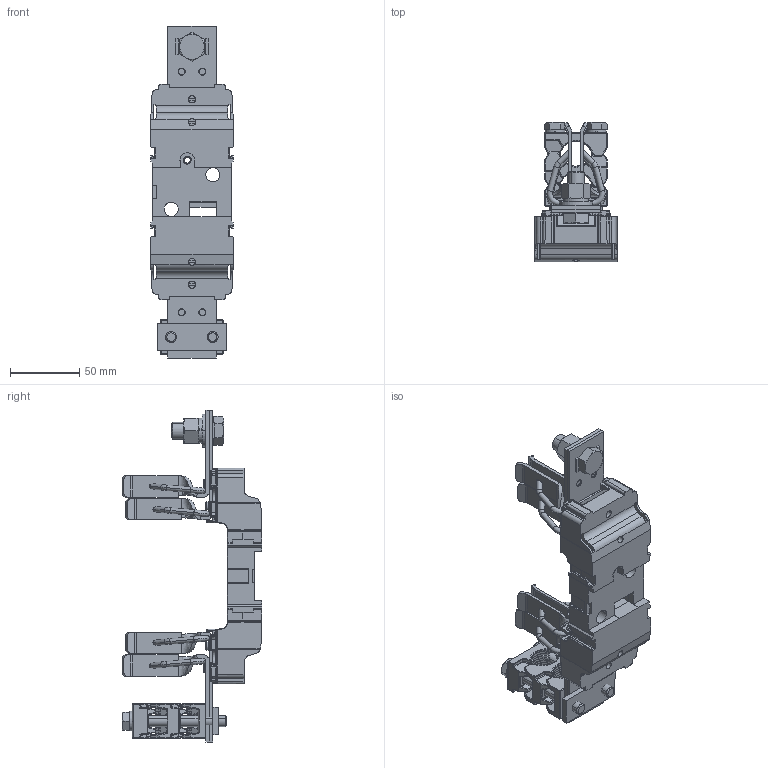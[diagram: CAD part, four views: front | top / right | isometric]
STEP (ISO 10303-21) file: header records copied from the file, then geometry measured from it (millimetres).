
FILE_DESCRIPTION((''),'2;1');
FILE_NAME('004121600_PT3_M12-M12_1P_ASM','2023-10-25T13:14:29',('klemen.sitar'),('Audax d.o.o.'),'CREO PARAMETRIC BY PTC INC, 2021304','CREO PARAMETRIC BY PTC INC, 2021304','');
FILE_SCHEMA(('AP242_MANAGED_MODEL_BASED_3D_ENGINEERING_MIM_LF { 1 0 10303 442 1 1 4 }'));
Products named in the file (20): ASM0024_ASM_1_1_ASM_1_1_1; 0000047317_1_1_2_3_1_1_1; 0000038459_1_1_1_1; 0000038462_1_1_1_1; 0000038678_1_1_1_1; BASE_ASM; ETI_LOGO_13_2X7_71MM; 0000033927_1_1_1_1; 0000032770_1_1_1_1; 0000032788_1_1_1_1; 0000032765_1_1_1_1; M12_B_ASM; 70199_KLEMMENTEIL_GR3_1_1-43335; 70219_DRUCKST_X2_00FC_X0_CK_G_2; 57401_KLEMMENUNTERTEIL_1_-67890; 65732_SECHSKANTSCHRAUBE_M8X70_2; 66812_FEDERRING_DIN_127_A8_1__9; WLOGO_1_1_1_1_1_1; 2P3_TOP_ASM_1_ASM; 004121600_PT3_M12-M12_1P_ASM
Assembly tree (29 placements, depth 3):
  004121600_PT3_M12-M12_1P_ASM
    BASE_ASM
      ASM0024_ASM_1_1_ASM_1_1_1
      0000047317_1_1_2_3_1_1_1  x4
      0000038459_1_1_1_1  x2
      0000038462_1_1_1_1  x2
      0000038678_1_1_1_1  x4
    ETI_LOGO_13_2X7_71MM
    M12_B_ASM
      0000033927_1_1_1_1
      0000032770_1_1_1_1
      0000032788_1_1_1_1
      0000032765_1_1_1_1
    2P3_TOP_ASM_1_ASM
      70199_KLEMMENTEIL_GR3_1_1-43335
      70219_DRUCKST_X2_00FC_X0_CK_G_2
      57401_KLEMMENUNTERTEIL_1_-67890
      65732_SECHSKANTSCHRAUBE_M8X70_2  x2
      66812_FEDERRING_DIN_127_A8_1__9  x2
      WLOGO_1_1_1_1_1_1
Bounding box: 59.8 x 101.2 x 240 mm (x, y, z)
Volume: 97989.5 mm3; surface area: 115927.5 mm2
Topology: 27 solids, 37 shells, 2901 faces, 7354 edges, 4375 vertices
Faces by surface type: cylinder 1057, plane 963, bspline 400, cone 236, torus 180, sphere 38, extrusion 27
Entity records: 144326 total; most frequent: CARTESIAN_POINT 64443, ORIENTED_EDGE 12624, DIRECTION 11253, EDGE_CURVE 6323, PRESENTATION_STYLE_ASSIGNMENT 4814, STYLED_ITEM 4814, AXIS2_PLACEMENT_3D 4097, VERTEX_POINT 3829
